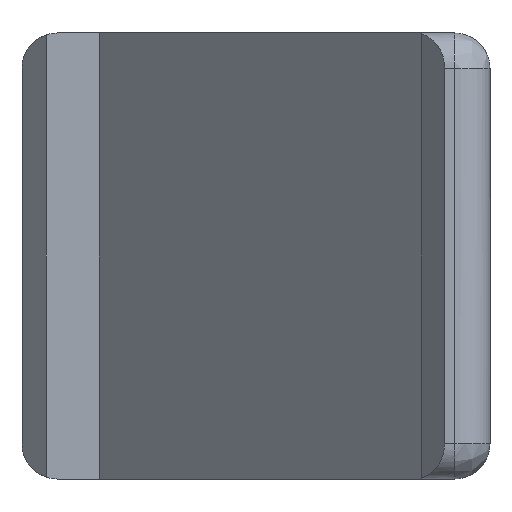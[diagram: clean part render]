
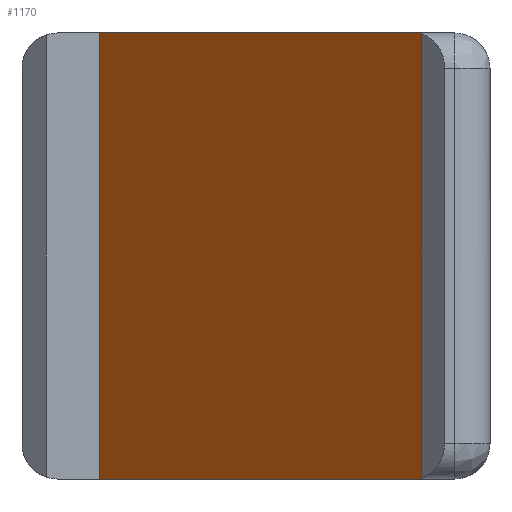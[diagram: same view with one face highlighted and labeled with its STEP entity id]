
A CAD part, front view. The second image highlights one B-rep face of the part: STEP entity #1170.
In plain terms, the highlighted planar face has unit normal (-0.707, -0.707, 0).
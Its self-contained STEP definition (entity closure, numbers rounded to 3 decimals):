
#1060=CARTESIAN_POINT('',(6.588,34.,19.));
#1061=VERTEX_POINT('',#1060);
#1068=CARTESIAN_POINT('',(34.006,6.582,19.));
#1069=VERTEX_POINT('',#1068);
#1070=CARTESIAN_POINT('',(34.006,6.582,19.));
#1071=DIRECTION('',(-0.707,0.707,0.0));
#1072=VECTOR('',#1071,38.775);
#1073=LINE('',#1070,#1072);
#1074=EDGE_CURVE('',#1069,#1061,#1073,.T.);
#1094=CARTESIAN_POINT('',(6.588,34.,-19.0));
#1095=VERTEX_POINT('',#1094);
#1102=CARTESIAN_POINT('',(6.588,34.,19.));
#1103=DIRECTION('',(0.0,0.0,-1.0));
#1104=VECTOR('',#1103,38.);
#1105=LINE('',#1102,#1104);
#1106=EDGE_CURVE('',#1061,#1095,#1105,.T.);
#1120=CARTESIAN_POINT('',(34.006,6.582,-19.));
#1121=VERTEX_POINT('',#1120);
#1128=CARTESIAN_POINT('',(6.588,34.,-19.));
#1129=DIRECTION('',(0.707,-0.707,0.0));
#1130=VECTOR('',#1129,38.775);
#1131=LINE('',#1128,#1130);
#1132=EDGE_CURVE('',#1095,#1121,#1131,.T.);
#1145=CARTESIAN_POINT('',(34.006,6.582,-19.));
#1146=DIRECTION('',(0.0,0.0,1.0));
#1147=VECTOR('',#1146,38.);
#1148=LINE('',#1145,#1147);
#1149=EDGE_CURVE('',#1121,#1069,#1148,.T.);
#1159=CARTESIAN_POINT('',(34.006,6.582,-19.));
#1160=DIRECTION('',(-0.707,-0.707,0.0));
#1161=DIRECTION('',(0.707,-0.707,0.0));
#1162=AXIS2_PLACEMENT_3D('',#1159,#1160,#1161);
#1163=PLANE('',#1162);
#1164=ORIENTED_EDGE('',*,*,#1132,.T.);
#1165=ORIENTED_EDGE('',*,*,#1149,.T.);
#1166=ORIENTED_EDGE('',*,*,#1074,.T.);
#1167=ORIENTED_EDGE('',*,*,#1106,.T.);
#1168=EDGE_LOOP('',(#1164,#1165,#1166,#1167));
#1169=FACE_OUTER_BOUND('',#1168,.T.);
#1170=ADVANCED_FACE('',(#1169),#1163,.T.);
